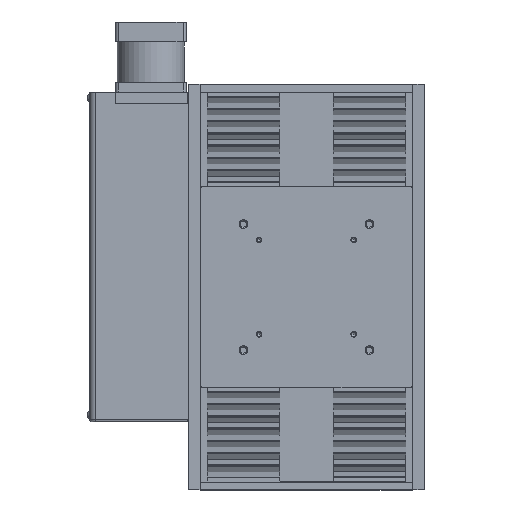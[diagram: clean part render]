
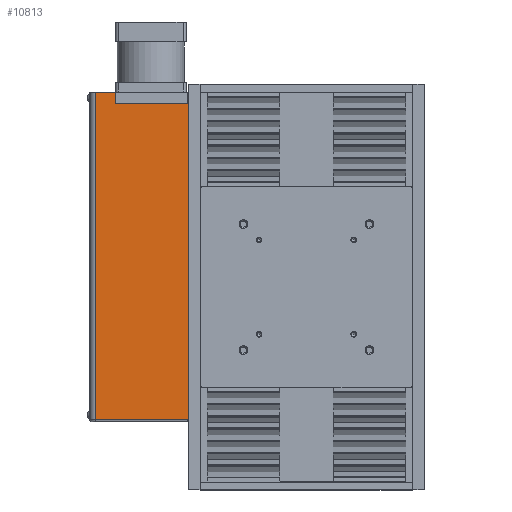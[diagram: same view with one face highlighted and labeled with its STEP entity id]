
A CAD part, top view. The second image highlights one B-rep face of the part: STEP entity #10813.
In plain terms, the highlighted planar face has unit normal (0, 0, 1).
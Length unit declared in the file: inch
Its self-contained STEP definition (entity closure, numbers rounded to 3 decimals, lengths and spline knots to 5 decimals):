
#501 = VERTEX_POINT ( 'NONE', #5044 ) ;
#851 = VERTEX_POINT ( 'NONE', #1470 ) ;
#951 = CARTESIAN_POINT ( 'NONE',  ( -6.688, -0.2595, 1.86 ) ) ;
#1084 = DIRECTION ( 'NONE',  ( 0., 1., 0. ) ) ;
#1110 = CARTESIAN_POINT ( 'NONE',  ( -3.75, -14.28074, 1.86 ) ) ;
#1114 = LINE ( 'NONE', #1110, #9599 ) ;
#1124 = CARTESIAN_POINT ( 'NONE',  ( -3.7655, -0.62, 1.86 ) ) ;
#1470 = CARTESIAN_POINT ( 'NONE',  ( -6.0625, -0.2595, 1.86 ) ) ;
#1494 = VERTEX_POINT ( 'NONE', #19184 ) ;
#2065 = CARTESIAN_POINT ( 'NONE',  ( -6.0625, -0.62, 1.86 ) ) ;
#2214 = DIRECTION ( 'NONE',  ( -1., 0., 0. ) ) ;
#2220 = CARTESIAN_POINT ( 'NONE',  ( -6.688, -0.62, 1.86 ) ) ;
#2224 = LINE ( 'NONE', #2220, #18776 ) ;
#3566 = AXIS2_PLACEMENT_3D ( 'NONE', #20179, #20154, #20143 ) ;
#4119 = VERTEX_POINT ( 'NONE', #1124 ) ;
#4511 = VECTOR ( 'NONE', #20682, 39.37008 ) ;
#4573 = EDGE_CURVE ( 'NONE', #851, #8197, #20704, .T. ) ;
#4966 = VERTEX_POINT ( 'NONE', #18829 ) ;
#5044 = CARTESIAN_POINT ( 'NONE',  ( -3.75, -0.62, 1.86 ) ) ;
#6052 = DIRECTION ( 'NONE',  ( -1., 0., 0. ) ) ;
#6074 = CARTESIAN_POINT ( 'NONE',  ( -6.8125, -0.2595, 1.86 ) ) ;
#6084 = LINE ( 'NONE', #6074, #18002 ) ;
#6472 = DIRECTION ( 'NONE',  ( 1., 0., 0. ) ) ;
#6476 = CARTESIAN_POINT ( 'NONE',  ( -6.688, -0.62, 1.86 ) ) ;
#6498 = LINE ( 'NONE', #6476, #10339 ) ;
#6716 = EDGE_CURVE ( 'NONE', #1494, #4966, #10450, .T. ) ;
#8197 = VERTEX_POINT ( 'NONE', #2065 ) ;
#8809 = ORIENTED_EDGE ( 'NONE', *, *, #15562, .T. ) ;
#8848 = ORIENTED_EDGE ( 'NONE', *, *, #16644, .F. ) ;
#8903 = ORIENTED_EDGE ( 'NONE', *, *, #6716, .F. ) ;
#8907 = ORIENTED_EDGE ( 'NONE', *, *, #13509, .T. ) ;
#8931 = ORIENTED_EDGE ( 'NONE', *, *, #19250, .T. ) ;
#8994 = ORIENTED_EDGE ( 'NONE', *, *, #12615, .F. ) ;
#9019 = ORIENTED_EDGE ( 'NONE', *, *, #4573, .F. ) ;
#9599 = VECTOR ( 'NONE', #1084, 39.37008 ) ;
#10339 = VECTOR ( 'NONE', #6472, 39.37008 ) ;
#10425 = DIRECTION ( 'NONE',  ( -1., 0., 0. ) ) ;
#10445 = CARTESIAN_POINT ( 'NONE',  ( -6.688, -10.6508, 1.86 ) ) ;
#10450 = LINE ( 'NONE', #10445, #21086 ) ;
#10813 = ADVANCED_FACE ( 'NONE', ( #20184 ), #20182, .F. ) ;
#12615 = EDGE_CURVE ( 'NONE', #8197, #4119, #6498, .T. ) ;
#13509 = EDGE_CURVE ( 'NONE', #1494, #501, #1114, .T. ) ;
#13540 = VERTEX_POINT ( 'NONE', #951 ) ;
#15562 = EDGE_CURVE ( 'NONE', #851, #13540, #6084, .T. ) ;
#15929 = VECTOR ( 'NONE', #21240, 39.37008 ) ;
#16644 = EDGE_CURVE ( 'NONE', #4966, #13540, #21264, .T. ) ;
#18002 = VECTOR ( 'NONE', #6052, 39.37008 ) ;
#18776 = VECTOR ( 'NONE', #2214, 39.37008 ) ;
#18829 = CARTESIAN_POINT ( 'NONE',  ( -6.688, -10.6508, 1.86 ) ) ;
#19184 = CARTESIAN_POINT ( 'NONE',  ( -3.75, -10.6508, 1.86 ) ) ;
#19250 = EDGE_CURVE ( 'NONE', #501, #4119, #2224, .T. ) ;
#20143 = DIRECTION ( 'NONE',  ( -1., 0., 0. ) ) ;
#20154 = DIRECTION ( 'NONE',  ( 0., 0., -1. ) ) ;
#20179 = CARTESIAN_POINT ( 'NONE',  ( -6.688, -14.28074, 1.86 ) ) ;
#20182 = PLANE ( 'NONE',  #3566 ) ;
#20184 = FACE_OUTER_BOUND ( 'NONE', #20894, .T. ) ;
#20682 = DIRECTION ( 'NONE',  ( 0., -1., 0. ) ) ;
#20695 = CARTESIAN_POINT ( 'NONE',  ( -6.0625, -0.245, 1.86 ) ) ;
#20704 = LINE ( 'NONE', #20695, #4511 ) ;
#20894 = EDGE_LOOP ( 'NONE', ( #8809, #8848, #8903, #8907, #8931, #8994, #9019 ) ) ;
#21086 = VECTOR ( 'NONE', #10425, 39.37008 ) ;
#21240 = DIRECTION ( 'NONE',  ( 0., 1., 0. ) ) ;
#21243 = CARTESIAN_POINT ( 'NONE',  ( -6.688, -14.28074, 1.86 ) ) ;
#21264 = LINE ( 'NONE', #21243, #15929 ) ;
